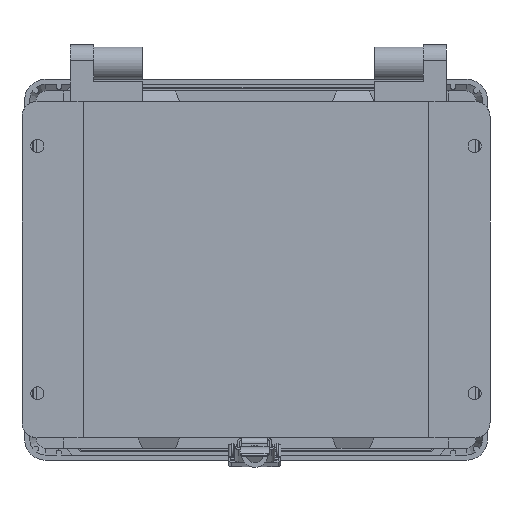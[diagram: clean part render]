
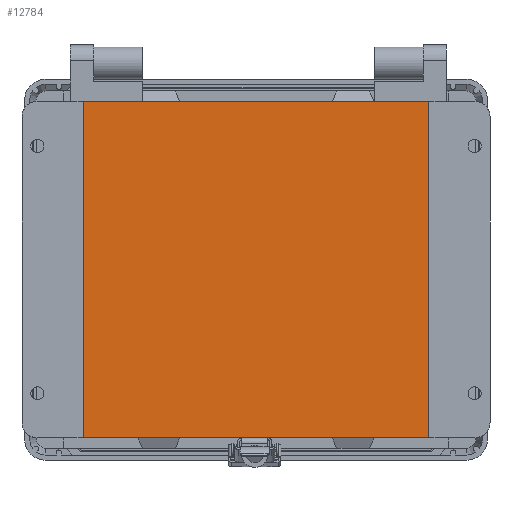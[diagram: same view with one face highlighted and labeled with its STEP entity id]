
A CAD part, front view. The second image highlights one B-rep face of the part: STEP entity #12784.
In plain terms, the highlighted planar face has unit normal (0, -1, 0).
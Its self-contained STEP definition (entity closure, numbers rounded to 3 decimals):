
#351 = EDGE_CURVE ( 'NONE', #2659, #618, #21451, .T. ) ;
#618 = VERTEX_POINT ( 'NONE', #2961 ) ;
#670 = LINE ( 'NONE', #3376, #21741 ) ;
#829 = EDGE_CURVE ( 'NONE', #2659, #964, #9302, .T. ) ;
#964 = VERTEX_POINT ( 'NONE', #14574 ) ;
#1402 = ORIENTED_EDGE ( 'NONE', *, *, #13739, .T. ) ;
#1461 = DIRECTION ( 'NONE',  ( 0., 0., -1. ) ) ;
#2659 = VERTEX_POINT ( 'NONE', #19278 ) ;
#2961 = CARTESIAN_POINT ( 'NONE',  ( -107.467, -2.388, -104.584 ) ) ;
#3376 = CARTESIAN_POINT ( 'NONE',  ( 107.467, -2.388, -104.712 ) ) ;
#5456 = EDGE_LOOP ( 'NONE', ( #1402, #17814, #6993, #11044 ) ) ;
#6993 = ORIENTED_EDGE ( 'NONE', *, *, #829, .F. ) ;
#8695 = DIRECTION ( 'NONE',  ( 1., 0., 0. ) ) ;
#9108 = DIRECTION ( 'NONE',  ( 1., 0., 0. ) ) ;
#9302 = LINE ( 'NONE', #19114, #16995 ) ;
#11044 = ORIENTED_EDGE ( 'NONE', *, *, #351, .T. ) ;
#12008 = CARTESIAN_POINT ( 'NONE',  ( 0., -2.388, -104.585 ) ) ;
#12241 = LINE ( 'NONE', #12008, #16196 ) ;
#12374 = DIRECTION ( 'NONE',  ( 0., 0., -1. ) ) ;
#12784 = ADVANCED_FACE ( 'NONE', ( #18981 ), #18013, .F. ) ;
#12846 = VERTEX_POINT ( 'NONE', #14557 ) ;
#13739 = EDGE_CURVE ( 'NONE', #618, #12846, #12241, .T. ) ;
#14479 = DIRECTION ( 'NONE',  ( 0., 1., 0. ) ) ;
#14557 = CARTESIAN_POINT ( 'NONE',  ( 107.467, -2.388, -104.584 ) ) ;
#14574 = CARTESIAN_POINT ( 'NONE',  ( 107.467, -2.388, 104.584 ) ) ;
#16196 = VECTOR ( 'NONE', #8695, 1000. ) ;
#16744 = VECTOR ( 'NONE', #12374, 1000. ) ;
#16995 = VECTOR ( 'NONE', #9108, 1000. ) ;
#17406 = CARTESIAN_POINT ( 'NONE',  ( -107.467, -2.388, -104.712 ) ) ;
#17792 = DIRECTION ( 'NONE',  ( 0., 0., 1. ) ) ;
#17814 = ORIENTED_EDGE ( 'NONE', *, *, #18834, .F. ) ;
#18013 = PLANE ( 'NONE',  #20282 ) ;
#18834 = EDGE_CURVE ( 'NONE', #964, #12846, #670, .T. ) ;
#18981 = FACE_OUTER_BOUND ( 'NONE', #5456, .T. ) ;
#19114 = CARTESIAN_POINT ( 'NONE',  ( 0., -2.388, 104.585 ) ) ;
#19278 = CARTESIAN_POINT ( 'NONE',  ( -107.467, -2.388, 104.584 ) ) ;
#19682 = CARTESIAN_POINT ( 'NONE',  ( -130.327, -2.388, -104.712 ) ) ;
#20282 = AXIS2_PLACEMENT_3D ( 'NONE', #19682, #14479, #17792 ) ;
#21451 = LINE ( 'NONE', #17406, #16744 ) ;
#21741 = VECTOR ( 'NONE', #1461, 1000. ) ;
